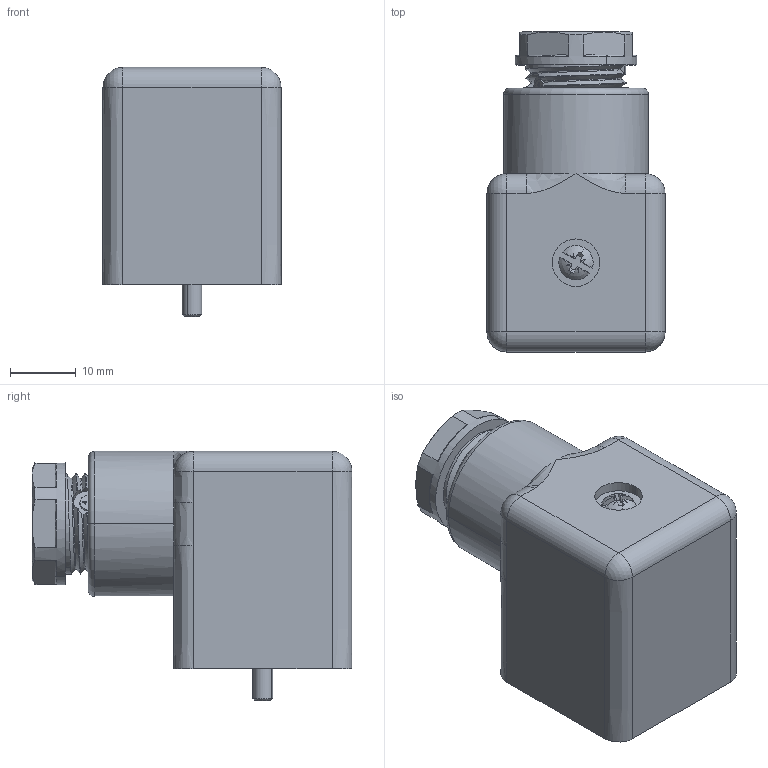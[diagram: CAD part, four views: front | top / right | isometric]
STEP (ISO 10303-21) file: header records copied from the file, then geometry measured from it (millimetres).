
FILE_DESCRIPTION(('CATIA V5 STEP Exchange','CAx-IF Rec.Pracs.--- Model Styling and Organization---1.5--- 2016-08-15','CAx-IF Rec.Pracs.---Supplemental Geometry---1.0---2011-11-01','CAx-IF Rec.Pracs.--- Composite Materials ---1.1---2010-07-15'),'2;1');
FILE_NAME ('027136-2_0', '2025-07-04T07:08:23+00:00', ('none'), ('Weidmueller'), 'CATIA Version 5-6 Release 2022 SP4 HF5', 'CATIA V5 STEP AP214 v3', 'none');
FILE_SCHEMA(('AUTOMOTIVE_DESIGN { 1 0 10303 214 1 1 1 1 }'));
Length unit declared in the file: millimetre
Products named in the file (1): 1934880000
Bounding box: 27 x 48.5 x 37.8 mm (x, y, z)
Volume: 29083.9 mm3; surface area: 6870.4 mm2
Topology: 1 solids, 5 shells, 257 faces, 762 edges, 522 vertices
Faces by surface type: plane 124, cylinder 43, extrusion 39, cone 20, torus 12, bspline 11, sphere 8
Entity records: 12213 total; most frequent: CARTESIAN_POINT 5959, ORIENTED_EDGE 1512, DIRECTION 763, EDGE_CURVE 756, VERTEX_POINT 522, VECTOR 382, LINE 343, B_SPLINE_CURVE_WITH_KNOTS 313
